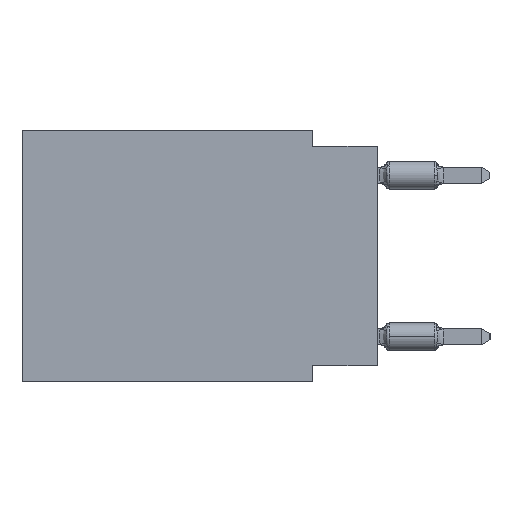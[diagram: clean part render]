
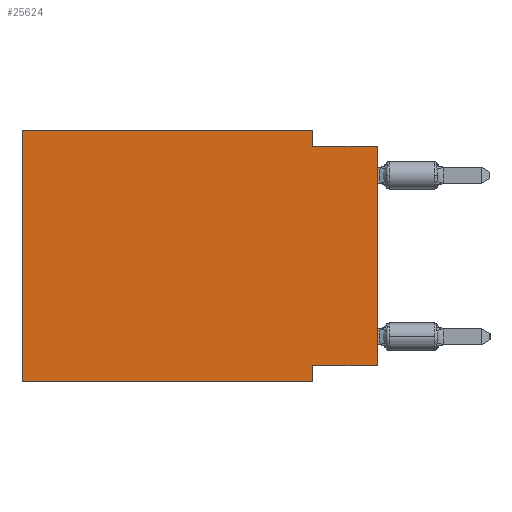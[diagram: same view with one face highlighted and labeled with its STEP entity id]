
A CAD part, left-side view. The second image highlights one B-rep face of the part: STEP entity #25624.
In plain terms, the highlighted planar face has unit normal (-1, 0, 0).
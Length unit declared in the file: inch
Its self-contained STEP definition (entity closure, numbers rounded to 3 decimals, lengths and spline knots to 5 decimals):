
#646 = VECTOR ( 'NONE', #31438, 39.37008 ) ;
#2570 = LINE ( 'NONE', #25337, #54960 ) ;
#3740 = CARTESIAN_POINT ( 'NONE',  ( 0., 0.1, -0.39 ) ) ;
#3997 = CARTESIAN_POINT ( 'NONE',  ( 0., 0.55, 0. ) ) ;
#4987 = CARTESIAN_POINT ( 'NONE',  ( 0., 0.55, 0. ) ) ;
#6664 = ORIENTED_EDGE ( 'NONE', *, *, #18211, .F. ) ;
#7740 = VECTOR ( 'NONE', #27727, 39.37008 ) ;
#8629 = EDGE_CURVE ( 'NONE', #37648, #43780, #24737, .T. ) ;
#9715 = CARTESIAN_POINT ( 'NONE',  ( 0., 0.1, -0.025 ) ) ;
#10132 = EDGE_CURVE ( 'NONE', #59682, #37648, #41594, .T. ) ;
#10244 = VERTEX_POINT ( 'NONE', #42886 ) ;
#12012 = LINE ( 'NONE', #3997, #7740 ) ;
#13208 = VECTOR ( 'NONE', #45961, 39.37008 ) ;
#15694 = ORIENTED_EDGE ( 'NONE', *, *, #8629, .F. ) ;
#15961 = CARTESIAN_POINT ( 'NONE',  ( 0., 0., -0.365 ) ) ;
#16751 = VECTOR ( 'NONE', #21748, 39.37008 ) ;
#17330 = CARTESIAN_POINT ( 'NONE',  ( 0., 0.1, 0. ) ) ;
#18211 = EDGE_CURVE ( 'NONE', #24287, #10244, #39737, .T. ) ;
#18746 = VERTEX_POINT ( 'NONE', #17330 ) ;
#19558 = LINE ( 'NONE', #44479, #52109 ) ;
#21102 = ORIENTED_EDGE ( 'NONE', *, *, #53374, .F. ) ;
#21112 = LINE ( 'NONE', #42377, #16751 ) ;
#21243 = PLANE ( 'NONE',  #44644 ) ;
#21748 = DIRECTION ( 'NONE',  ( 0., 0., -1. ) ) ;
#21784 = EDGE_CURVE ( 'NONE', #37102, #46727, #19558, .T. ) ;
#23237 = VECTOR ( 'NONE', #59679, 39.37008 ) ;
#24287 = VERTEX_POINT ( 'NONE', #54419 ) ;
#24645 = ORIENTED_EDGE ( 'NONE', *, *, #55368, .T. ) ;
#24737 = LINE ( 'NONE', #3740, #39037 ) ;
#24836 = ORIENTED_EDGE ( 'NONE', *, *, #21784, .F. ) ;
#25337 = CARTESIAN_POINT ( 'NONE',  ( 0., 0., 0. ) ) ;
#25624 = ADVANCED_FACE ( 'NONE', ( #56024 ), #21243, .F. ) ;
#25882 = CARTESIAN_POINT ( 'NONE',  ( 0., 0., -0.365 ) ) ;
#26106 = ORIENTED_EDGE ( 'NONE', *, *, #36204, .T. ) ;
#26653 = CARTESIAN_POINT ( 'NONE',  ( 0., 0.1, -0.365 ) ) ;
#27237 = ORIENTED_EDGE ( 'NONE', *, *, #31457, .F. ) ;
#27727 = DIRECTION ( 'NONE',  ( 0., -1., 0. ) ) ;
#29264 = CARTESIAN_POINT ( 'NONE',  ( 0., 0., -0.025 ) ) ;
#30971 = EDGE_LOOP ( 'NONE', ( #24645, #24836, #27237, #21102, #6664, #26106, #15694, #31173 ) ) ;
#31173 = ORIENTED_EDGE ( 'NONE', *, *, #10132, .F. ) ;
#31438 = DIRECTION ( 'NONE',  ( 0., 1., 0. ) ) ;
#31457 = EDGE_CURVE ( 'NONE', #18746, #37102, #21112, .T. ) ;
#35008 = DIRECTION ( 'NONE',  ( 0., 0., -1. ) ) ;
#36204 = EDGE_CURVE ( 'NONE', #24287, #43780, #40305, .T. ) ;
#37102 = VERTEX_POINT ( 'NONE', #9715 ) ;
#37648 = VERTEX_POINT ( 'NONE', #26653 ) ;
#39037 = VECTOR ( 'NONE', #53295, 39.37008 ) ;
#39737 = LINE ( 'NONE', #4987, #13208 ) ;
#40305 = LINE ( 'NONE', #50488, #23237 ) ;
#41230 = CARTESIAN_POINT ( 'NONE',  ( 0., 0.55, 0. ) ) ;
#41594 = LINE ( 'NONE', #25882, #646 ) ;
#42377 = CARTESIAN_POINT ( 'NONE',  ( 0., 0.1, 0. ) ) ;
#42886 = CARTESIAN_POINT ( 'NONE',  ( 0., 0.55, 0. ) ) ;
#43780 = VERTEX_POINT ( 'NONE', #50172 ) ;
#44479 = CARTESIAN_POINT ( 'NONE',  ( 0., 0., -0.025 ) ) ;
#44644 = AXIS2_PLACEMENT_3D ( 'NONE', #41230, #54724, #35008 ) ;
#45961 = DIRECTION ( 'NONE',  ( 0., 0., 1. ) ) ;
#46727 = VERTEX_POINT ( 'NONE', #29264 ) ;
#47163 = DIRECTION ( 'NONE',  ( 0., 0., 1. ) ) ;
#49048 = DIRECTION ( 'NONE',  ( 0., -1., 0. ) ) ;
#50172 = CARTESIAN_POINT ( 'NONE',  ( 0., 0.1, -0.39 ) ) ;
#50488 = CARTESIAN_POINT ( 'NONE',  ( 0., 0.55, -0.39 ) ) ;
#52109 = VECTOR ( 'NONE', #49048, 39.37008 ) ;
#53295 = DIRECTION ( 'NONE',  ( 0., 0., -1. ) ) ;
#53374 = EDGE_CURVE ( 'NONE', #10244, #18746, #12012, .T. ) ;
#54419 = CARTESIAN_POINT ( 'NONE',  ( 0., 0.55, -0.39 ) ) ;
#54724 = DIRECTION ( 'NONE',  ( 1., 0., 0. ) ) ;
#54960 = VECTOR ( 'NONE', #47163, 39.37008 ) ;
#55368 = EDGE_CURVE ( 'NONE', #59682, #46727, #2570, .T. ) ;
#56024 = FACE_OUTER_BOUND ( 'NONE', #30971, .T. ) ;
#59679 = DIRECTION ( 'NONE',  ( 0., -1., 0. ) ) ;
#59682 = VERTEX_POINT ( 'NONE', #15961 ) ;
